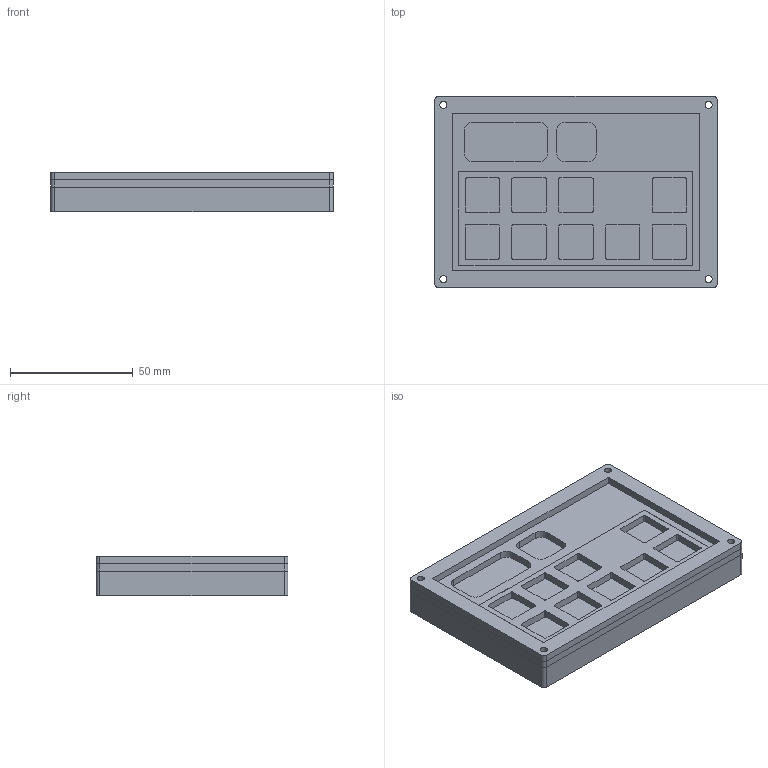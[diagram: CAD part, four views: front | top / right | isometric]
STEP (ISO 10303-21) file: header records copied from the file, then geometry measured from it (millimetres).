
FILE_DESCRIPTION(/* description */ ('STEP AP242','CAx-IF Rec.Pracs.---Representation and Presentation of Product Manufacturing Information (PMI)---4.0---2014-10-13','CAx-IF Rec.Pracs.---3D Tessellated Geometry---0.4---2014-09-14','2;1'),/* implementation_level */ '2;1');
FILE_NAME(/* name */ '671c399165b3212cfb05b7a3',/* time_stamp */ '2024-10-26T00:36:33Z',/* author */ (''),/* organization */ (''),/* preprocessor_version */ 'ST-DEVELOPER v20',/* originating_system */ ' ',/* authorisation */ ' ');
FILE_SCHEMA (('AP242_MANAGED_MODEL_BASED_3D_ENGINEERING_MIM_LF { 1 0 10303 442 1 1 4 }'));
Length unit declared in the file: metre
Products named in the file (5): ch_keys; base; ch_ctrls; pcb; top
Bounding box: 115 x 78 x 16 mm (x, y, z)
Volume: 79926.7 mm3; surface area: 62741.8 mm2
Topology: 5 solids, 5 shells, 166 faces, 468 edges, 312 vertices
Faces by surface type: plane 96, cylinder 70
Full cylindrical faces by diameter (mm): 2.9 x12
Entity records: 5556 total; most frequent: CARTESIAN_POINT 939, DIRECTION 938, ORIENTED_EDGE 912, EDGE_CURVE 456, LINE 316, VECTOR 316, VERTEX_POINT 312, AXIS2_PLACEMENT_3D 311
